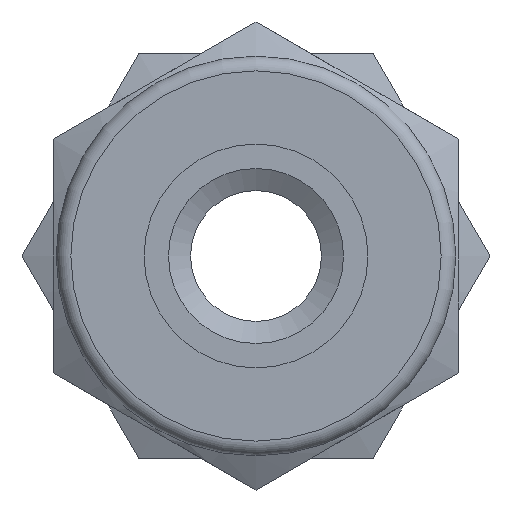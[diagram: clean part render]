
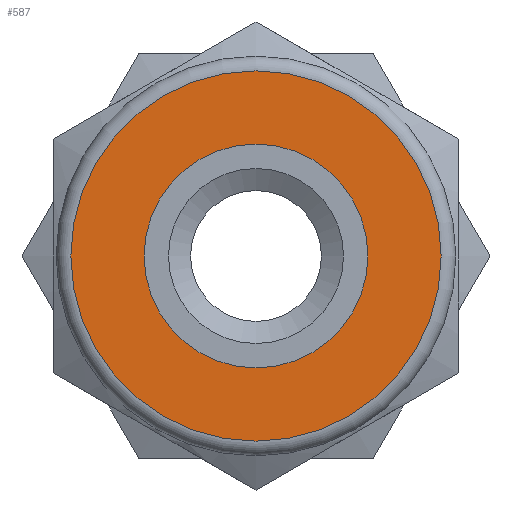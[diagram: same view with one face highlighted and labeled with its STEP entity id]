
A CAD part, left-side view. The second image highlights one B-rep face of the part: STEP entity #587.
In plain terms, the highlighted planar face has unit normal (-1, 0, 0).
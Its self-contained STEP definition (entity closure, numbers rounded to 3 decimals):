
#31=FACE_BOUND('',#159,.T.);
#66=CIRCLE('',#644,10.052);
#67=CIRCLE('',#645,6.075);
#115=FACE_OUTER_BOUND('',#158,.T.);
#158=EDGE_LOOP('',(#480));
#159=EDGE_LOOP('',(#481));
#302=VERTEX_POINT('',#1020);
#303=VERTEX_POINT('',#1022);
#377=EDGE_CURVE('',#302,#302,#66,.T.);
#378=EDGE_CURVE('',#303,#303,#67,.T.);
#480=ORIENTED_EDGE('',*,*,#377,.F.);
#481=ORIENTED_EDGE('',*,*,#378,.T.);
#563=PLANE('',#643);
#587=ADVANCED_FACE('',(#115,#31),#563,.T.);
#643=AXIS2_PLACEMENT_3D('',#1019,#769,#770);
#644=AXIS2_PLACEMENT_3D('',#1021,#771,#772);
#645=AXIS2_PLACEMENT_3D('',#1023,#773,#774);
#769=DIRECTION('center_axis',(-1.,0.,0.));
#770=DIRECTION('ref_axis',(0.,0.,1.));
#771=DIRECTION('center_axis',(1.,0.,0.));
#772=DIRECTION('ref_axis',(0.,0.,-1.));
#773=DIRECTION('center_axis',(1.,0.,0.));
#774=DIRECTION('ref_axis',(0.,0.,-1.));
#1019=CARTESIAN_POINT('Origin',(5.67,13.269,0.));
#1020=CARTESIAN_POINT('',(5.67,13.269,0.));
#1021=CARTESIAN_POINT('Origin',(5.67,3.217,0.));
#1022=CARTESIAN_POINT('',(5.67,9.292,0.));
#1023=CARTESIAN_POINT('Origin',(5.67,3.217,0.));
